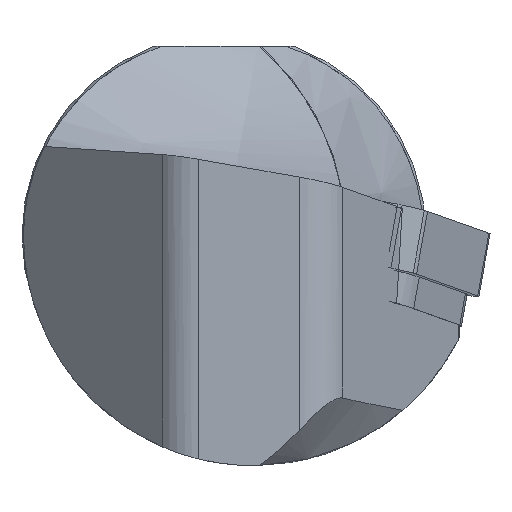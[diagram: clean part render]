
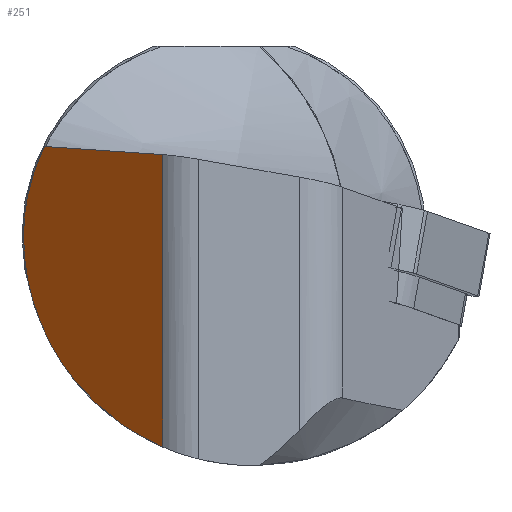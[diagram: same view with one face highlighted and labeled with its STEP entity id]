
A CAD part, left-side view. The second image highlights one B-rep face of the part: STEP entity #251.
In plain terms, the highlighted planar face has unit normal (-0.707, 0.707, 0).
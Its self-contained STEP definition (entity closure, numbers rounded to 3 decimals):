
#251=ADVANCED_FACE('',(#335),#291,.F.);
#291=PLANE('',#1240);
#335=FACE_OUTER_BOUND('',#395,.T.);
#395=EDGE_LOOP('',(#650,#651,#652,#653));
#459=B_SPLINE_CURVE_WITH_KNOTS('',3,(#2021,#2022,#2023,#2024),
 .UNSPECIFIED.,.F.,.F.,(4,4),(0.,1.),.UNSPECIFIED.);
#465=ELLIPSE('',#1187,28.072,19.85);
#467=ELLIPSE('',#1192,32.173,22.75);
#650=ORIENTED_EDGE('',*,*,#986,.T.);
#651=ORIENTED_EDGE('',*,*,#912,.T.);
#652=ORIENTED_EDGE('',*,*,#920,.T.);
#653=ORIENTED_EDGE('',*,*,#993,.F.);
#806=VERTEX_POINT('',#1630);
#807=VERTEX_POINT('',#1632);
#814=VERTEX_POINT('',#1681);
#856=VERTEX_POINT('',#2025);
#912=EDGE_CURVE('',#807,#806,#465,.T.);
#920=EDGE_CURVE('',#806,#814,#467,.T.);
#986=EDGE_CURVE('',#856,#807,#459,.T.);
#993=EDGE_CURVE('',#856,#814,#1078,.T.);
#1078=LINE('',#2304,#1143);
#1143=VECTOR('',#1445,1.);
#1187=AXIS2_PLACEMENT_3D('',#1631,#1323,#1324);
#1192=AXIS2_PLACEMENT_3D('',#1682,#1333,#1334);
#1240=AXIS2_PLACEMENT_3D('',#2305,#1446,#1447);
#1323=DIRECTION('',(-0.707,0.707,0.));
#1324=DIRECTION('',(-0.707,-0.707,0.));
#1333=DIRECTION('',(-0.707,0.707,0.));
#1334=DIRECTION('',(-0.707,-0.707,0.));
#1445=DIRECTION('',(0.,0.,-1.));
#1446=DIRECTION('',(0.707,-0.707,0.));
#1447=DIRECTION('',(0.707,0.707,0.));
#1630=CARTESIAN_POINT('',(-171.516,30.039,0.));
#1631=CARTESIAN_POINT('',(-191.366,10.189,0.));
#1632=CARTESIAN_POINT('',(-173.595,27.96,8.844));
#1681=CARTESIAN_POINT('',(-185.309,16.246,-20.913));
#1682=CARTESIAN_POINT('',(-194.266,7.289,0.));
#2021=CARTESIAN_POINT('',(-185.309,16.246,8.04));
#2022=CARTESIAN_POINT('',(-181.405,20.15,8.318));
#2023=CARTESIAN_POINT('',(-177.5,24.055,8.593));
#2024=CARTESIAN_POINT('',(-173.595,27.96,8.844));
#2025=CARTESIAN_POINT('',(-185.309,16.246,8.04));
#2304=CARTESIAN_POINT('',(-185.309,16.246,441.503));
#2305=CARTESIAN_POINT('',(-185.309,16.246,441.503));
